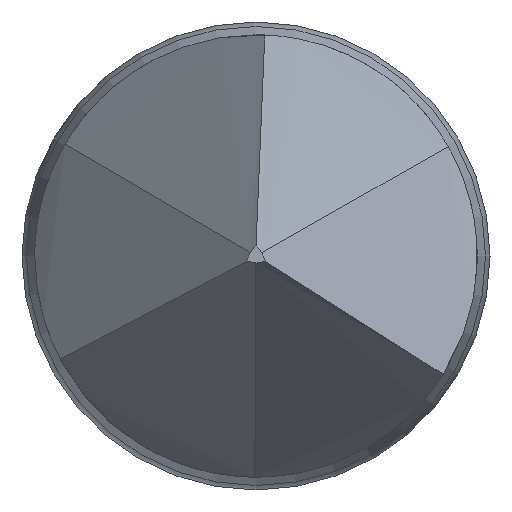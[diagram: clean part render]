
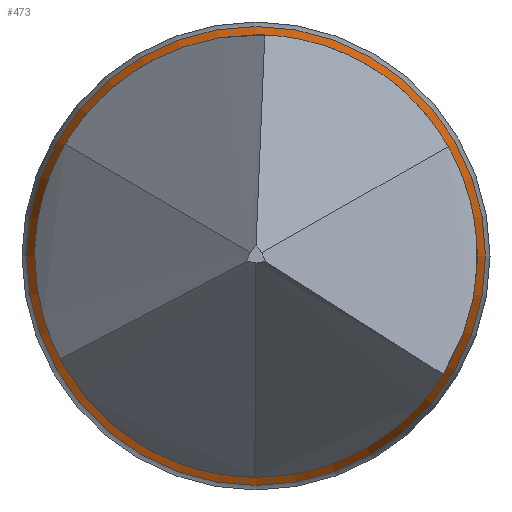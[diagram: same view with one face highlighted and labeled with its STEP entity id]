
A CAD part, left-side view. The second image highlights one B-rep face of the part: STEP entity #473.
In plain terms, the highlighted conical face has half-angle 15.945 degrees and reference radius 0.467 mm.
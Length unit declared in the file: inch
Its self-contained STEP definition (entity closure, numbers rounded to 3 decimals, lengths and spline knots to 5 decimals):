
#76 = CARTESIAN_POINT ( 'NONE',  ( -0.45244, 0.00048, -0.01838 ) ) ;
#88 = DIRECTION ( 'NONE',  ( 1., 0., 0. ) ) ;
#90 = CARTESIAN_POINT ( 'NONE',  ( -0.45244, 0.00048, 0. ) ) ;
#178 = EDGE_LOOP ( 'NONE', ( #1161 ) ) ;
#327 = DIRECTION ( 'NONE',  ( -1., 0., 0. ) ) ;
#334 = FACE_OUTER_BOUND ( 'NONE', #1332, .T. ) ;
#389 = CIRCLE ( 'NONE', #1527, 0.01972 ) ;
#473 = ADVANCED_FACE ( 'NONE', ( #334, #960 ), #892, .T. ) ;
#595 = CARTESIAN_POINT ( 'NONE',  ( -0.44779, 0.00048, -0.01972 ) ) ;
#709 = CARTESIAN_POINT ( 'NONE',  ( -0.44779, 0.00048, 0. ) ) ;
#712 = VERTEX_POINT ( 'NONE', #595 ) ;
#764 = EDGE_CURVE ( 'NONE', #712, #712, #389, .T. ) ;
#816 = CARTESIAN_POINT ( 'NONE',  ( -0.45244, 0.00048, 0. ) ) ;
#846 = DIRECTION ( 'NONE',  ( 0., 0., -1. ) ) ;
#892 = CONICAL_SURFACE ( 'NONE', #1374, 0.01838, 0.278 ) ;
#960 = FACE_BOUND ( 'NONE', #178, .T. ) ;
#961 = DIRECTION ( 'NONE',  ( -1., 0., 0. ) ) ;
#1103 = DIRECTION ( 'NONE',  ( 0., 0., -1. ) ) ;
#1161 = ORIENTED_EDGE ( 'NONE', *, *, #1634, .F. ) ;
#1210 = DIRECTION ( 'NONE',  ( 0., 0., 1. ) ) ;
#1310 = CIRCLE ( 'NONE', #1625, 0.01838 ) ;
#1328 = VERTEX_POINT ( 'NONE', #76 ) ;
#1332 = EDGE_LOOP ( 'NONE', ( #1458 ) ) ;
#1374 = AXIS2_PLACEMENT_3D ( 'NONE', #816, #88, #1210 ) ;
#1458 = ORIENTED_EDGE ( 'NONE', *, *, #764, .T. ) ;
#1527 = AXIS2_PLACEMENT_3D ( 'NONE', #709, #327, #1103 ) ;
#1625 = AXIS2_PLACEMENT_3D ( 'NONE', #90, #961, #846 ) ;
#1634 = EDGE_CURVE ( 'NONE', #1328, #1328, #1310, .T. ) ;
